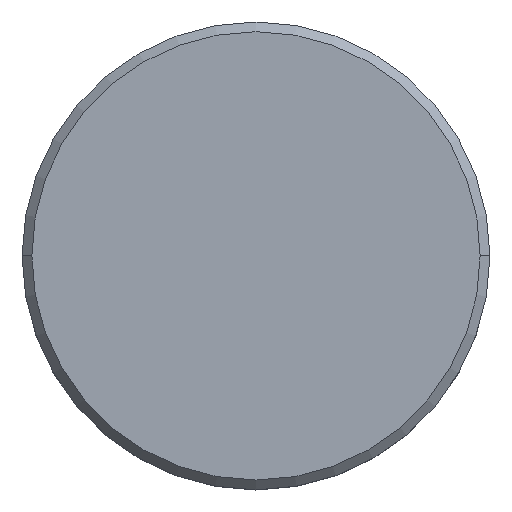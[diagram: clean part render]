
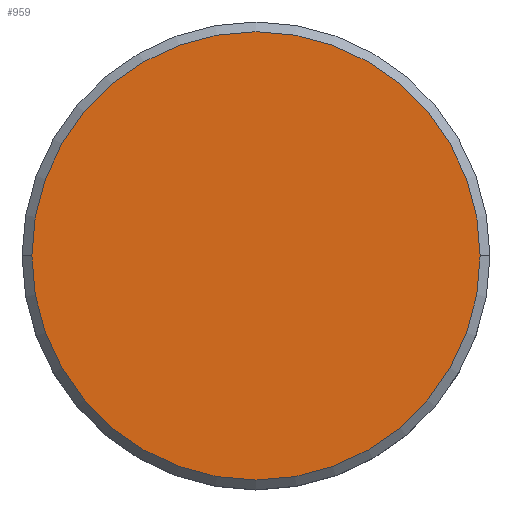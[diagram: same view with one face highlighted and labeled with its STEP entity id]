
A CAD part, top view. The second image highlights one B-rep face of the part: STEP entity #959.
In plain terms, the highlighted planar face has unit normal (0, 0, 1).
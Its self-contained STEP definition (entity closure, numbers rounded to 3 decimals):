
#5 = DIRECTION ( 'NONE',  ( 0., 0., 1. ) ) ;
#15 = CARTESIAN_POINT ( 'NONE',  ( 0., 0., 0. ) ) ;
#90 = CARTESIAN_POINT ( 'NONE',  ( 0., 0., 0. ) ) ;
#108 = CARTESIAN_POINT ( 'NONE',  ( 11.5, 0., 0. ) ) ;
#224 = VERTEX_POINT ( 'NONE', #108 ) ;
#336 = ORIENTED_EDGE ( 'NONE', *, *, #735, .T. ) ;
#369 = DIRECTION ( 'NONE',  ( 0., 0., 1. ) ) ;
#375 = DIRECTION ( 'NONE',  ( 1., 0., 0. ) ) ;
#390 = EDGE_CURVE ( 'NONE', #224, #945, #1055, .T. ) ;
#418 = DIRECTION ( 'NONE',  ( 0., 0., 1. ) ) ;
#427 = FACE_OUTER_BOUND ( 'NONE', #429, .T. ) ;
#429 = EDGE_LOOP ( 'NONE', ( #336, #858 ) ) ;
#604 = AXIS2_PLACEMENT_3D ( 'NONE', #15, #5, #681 ) ;
#609 = CIRCLE ( 'NONE', #843, 11.5 ) ;
#666 = DIRECTION ( 'NONE',  ( 1., 0., 0. ) ) ;
#681 = DIRECTION ( 'NONE',  ( 1., 0., 0. ) ) ;
#735 = EDGE_CURVE ( 'NONE', #945, #224, #609, .T. ) ;
#763 = AXIS2_PLACEMENT_3D ( 'NONE', #90, #418, #666 ) ;
#766 = CARTESIAN_POINT ( 'NONE',  ( 0., 0., 0. ) ) ;
#815 = PLANE ( 'NONE',  #604 ) ;
#843 = AXIS2_PLACEMENT_3D ( 'NONE', #766, #369, #375 ) ;
#858 = ORIENTED_EDGE ( 'NONE', *, *, #390, .T. ) ;
#905 = CARTESIAN_POINT ( 'NONE',  ( -11.5, 0., 0. ) ) ;
#945 = VERTEX_POINT ( 'NONE', #905 ) ;
#959 = ADVANCED_FACE ( 'NONE', ( #427 ), #815, .T. ) ;
#1055 = CIRCLE ( 'NONE', #763, 11.5 ) ;
